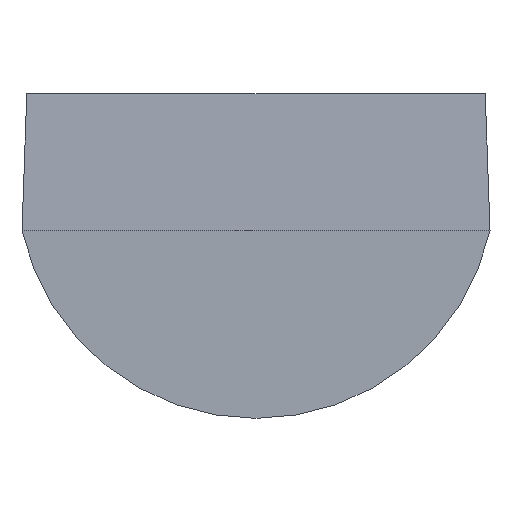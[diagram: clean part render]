
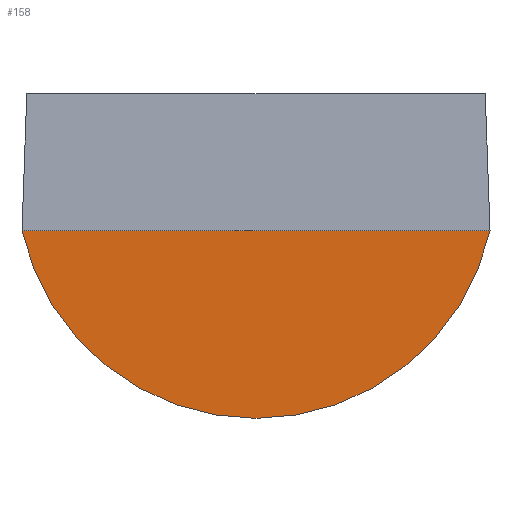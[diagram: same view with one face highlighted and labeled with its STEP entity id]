
A CAD part, front view. The second image highlights one B-rep face of the part: STEP entity #158.
In plain terms, the highlighted planar face has unit normal (0, -1, 0).
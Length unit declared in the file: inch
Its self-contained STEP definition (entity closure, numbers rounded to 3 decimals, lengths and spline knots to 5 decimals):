
#13 = VERTEX_POINT ( 'NONE', #328 ) ;
#44 = CARTESIAN_POINT ( 'NONE',  ( 0., -0.105, 0.02278 ) ) ;
#51 = CARTESIAN_POINT ( 'NONE',  ( -0.1025, -0.105, 0. ) ) ;
#61 = ORIENTED_EDGE ( 'NONE', *, *, #859, .F. ) ;
#65 = DIRECTION ( 'NONE',  ( 0., 1., 0. ) ) ;
#146 = VERTEX_POINT ( 'NONE', #1054 ) ;
#158 = ADVANCED_FACE ( 'NONE', ( #558 ), #739, .T. ) ;
#173 = DIRECTION ( 'NONE',  ( 0., 1., 0. ) ) ;
#189 = DIRECTION ( 'NONE',  ( 0., 0., -1. ) ) ;
#214 = DIRECTION ( 'NONE',  ( 0., 0., -1. ) ) ;
#216 = CIRCLE ( 'NONE', #905, 0.105 ) ;
#328 = CARTESIAN_POINT ( 'NONE',  ( 0.1025, -0.105, 0. ) ) ;
#377 = CARTESIAN_POINT ( 'NONE',  ( -0.1025, -0.105, 0. ) ) ;
#378 = VERTEX_POINT ( 'NONE', #377 ) ;
#469 = AXIS2_PLACEMENT_3D ( 'NONE', #44, #487, #214 ) ;
#487 = DIRECTION ( 'NONE',  ( 0., -1., 0. ) ) ;
#506 = DIRECTION ( 'NONE',  ( 1., 0., 0. ) ) ;
#512 = LINE ( 'NONE', #51, #631 ) ;
#515 = DIRECTION ( 'NONE',  ( 0., 0., -1. ) ) ;
#558 = FACE_OUTER_BOUND ( 'NONE', #820, .T. ) ;
#588 = ORIENTED_EDGE ( 'NONE', *, *, #1007, .F. ) ;
#626 = CARTESIAN_POINT ( 'NONE',  ( 0., -0.105, 0.02278 ) ) ;
#631 = VECTOR ( 'NONE', #506, 39.37008 ) ;
#728 = EDGE_CURVE ( 'NONE', #378, #13, #512, .T. ) ;
#739 = PLANE ( 'NONE',  #469 ) ;
#766 = AXIS2_PLACEMENT_3D ( 'NONE', #790, #65, #515 ) ;
#790 = CARTESIAN_POINT ( 'NONE',  ( 0., -0.105, 0.02278 ) ) ;
#820 = EDGE_LOOP ( 'NONE', ( #61, #1095, #588 ) ) ;
#859 = EDGE_CURVE ( 'NONE', #13, #146, #216, .T. ) ;
#905 = AXIS2_PLACEMENT_3D ( 'NONE', #626, #173, #189 ) ;
#963 = CIRCLE ( 'NONE', #766, 0.105 ) ;
#1007 = EDGE_CURVE ( 'NONE', #146, #378, #963, .T. ) ;
#1054 = CARTESIAN_POINT ( 'NONE',  ( 0., -0.105, -0.08222 ) ) ;
#1095 = ORIENTED_EDGE ( 'NONE', *, *, #728, .F. ) ;
